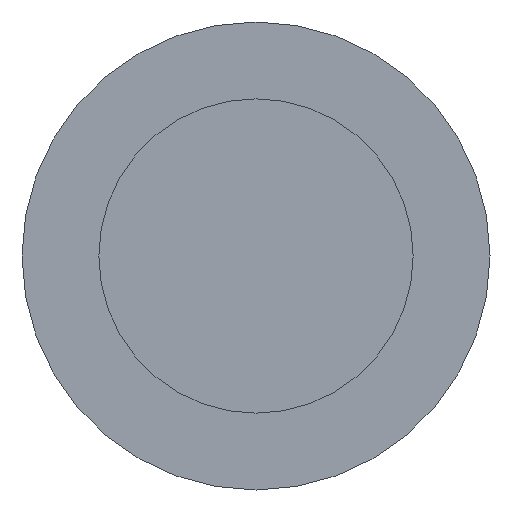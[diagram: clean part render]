
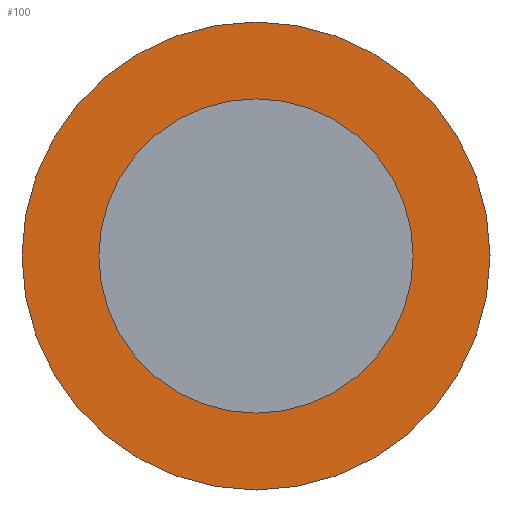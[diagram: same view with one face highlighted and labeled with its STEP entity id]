
A CAD part, front view. The second image highlights one B-rep face of the part: STEP entity #100.
In plain terms, the highlighted planar face has unit normal (0, -1, 0).
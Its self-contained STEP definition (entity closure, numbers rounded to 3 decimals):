
#66=CARTESIAN_POINT('',(-4.5,1.,0.0));
#67=VERTEX_POINT('',#66);
#68=CARTESIAN_POINT('',(0.,1.,0.0));
#69=DIRECTION('',(0.0,1.0,0.0));
#70=DIRECTION('',(-1.0,0.0,0.0));
#71=AXIS2_PLACEMENT_3D('',#68,#69,#70);
#72=CIRCLE('',#71,4.5);
#73=EDGE_CURVE('',#67,#67,#72,.T.);
#81=CARTESIAN_POINT('',(-5.6,1.,0.0));
#82=DIRECTION('',(0.0,-1.0,0.0));
#83=DIRECTION('',(0.0,0.0,-1.0));
#84=AXIS2_PLACEMENT_3D('',#81,#82,#83);
#85=PLANE('',#84);
#86=CARTESIAN_POINT('',(-6.7,1.,0.0));
#87=VERTEX_POINT('',#86);
#88=CARTESIAN_POINT('',(0.,1.,0.0));
#89=DIRECTION('',(0.0,1.0,0.0));
#90=DIRECTION('',(-1.0,0.0,0.0));
#91=AXIS2_PLACEMENT_3D('',#88,#89,#90);
#92=CIRCLE('',#91,6.7);
#93=EDGE_CURVE('',#87,#87,#92,.T.);
#94=ORIENTED_EDGE('',*,*,#93,.F.);
#95=EDGE_LOOP('',(#94));
#96=FACE_OUTER_BOUND('',#95,.T.);
#97=ORIENTED_EDGE('',*,*,#73,.T.);
#98=EDGE_LOOP('',(#97));
#99=FACE_BOUND('',#98,.T.);
#100=ADVANCED_FACE('',(#96,#99),#85,.T.);
